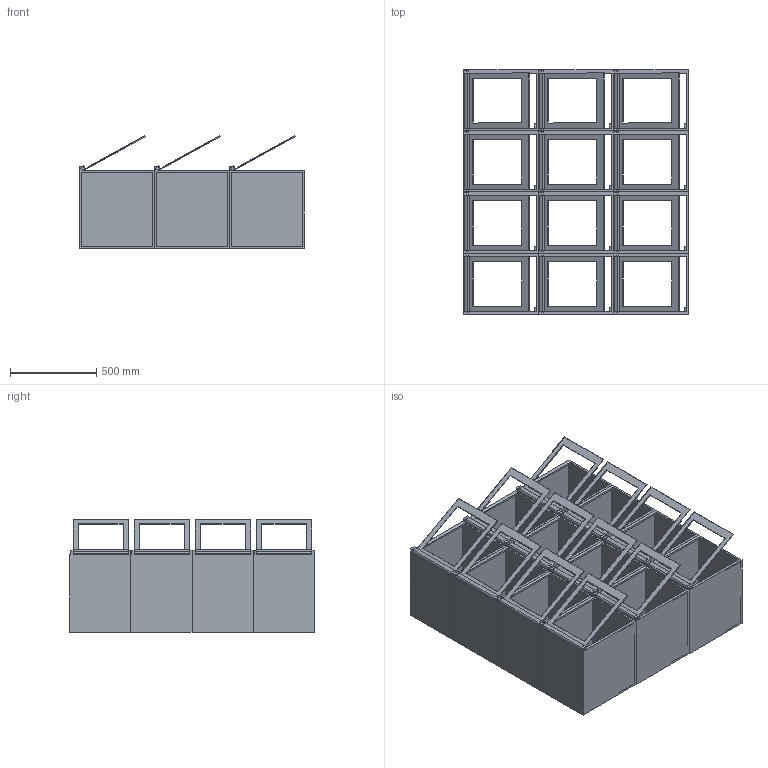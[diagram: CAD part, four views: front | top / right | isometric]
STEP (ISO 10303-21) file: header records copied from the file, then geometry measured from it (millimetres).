
FILE_DESCRIPTION (( 'STEP AP203' ), '1' );
FILE_NAME ('fullrack.STEP', '2023-03-02T05:49:37', ( '' ), ( '' ), 'SwSTEP 2.0', 'SolidWorks 2022', '' );
FILE_SCHEMA (( 'CONFIG_CONTROL_DESIGN' ));
Length unit declared in the file: millimetre
Products named in the file (6): riel; puerta; case; Charola; fullrack; full
Assembly tree (17 placements, depth 3):
  fullrack
    full  x12
      case
      riel
      Charola
      puerta
Bounding box: 1305 x 1420 x 652.89 mm (x, y, z)
Volume: 72337544.3 mm3; surface area: 22254676.3 mm2
Topology: 60 solids, 60 shells, 1356 faces, 3324 edges, 2136 vertices
Faces by surface type: plane 948, cylinder 312, torus 96
Entity records: 4035 total; most frequent: CARTESIAN_POINT 551, DIRECTION 549, ORIENTED_EDGE 506, EDGE_CURVE 253, LINE 197, VECTOR 197, AXIS2_PLACEMENT_3D 176, VERTEX_POINT 162
